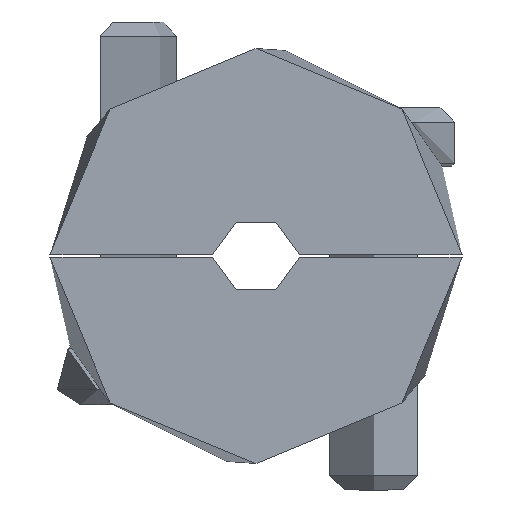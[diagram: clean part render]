
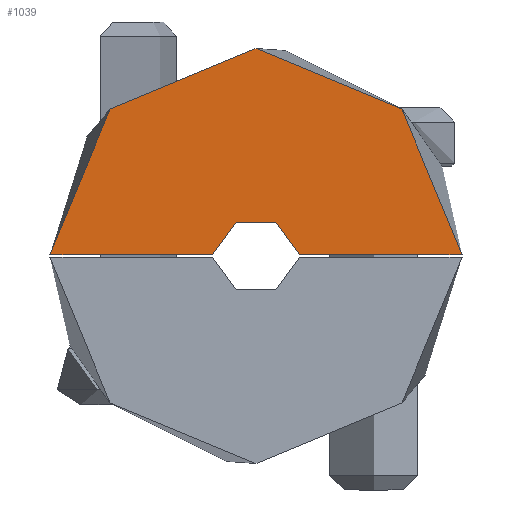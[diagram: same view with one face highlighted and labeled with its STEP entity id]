
A CAD part, front view. The second image highlights one B-rep face of the part: STEP entity #1039.
In plain terms, the highlighted planar face has unit normal (0, -1, 0).
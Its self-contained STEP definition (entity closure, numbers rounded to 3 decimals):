
#185 = AXIS2_PLACEMENT_3D ( 'NONE', #4068, #5496, #6981 ) ;
#335 = CARTESIAN_POINT ( 'NONE',  ( 0., -5., 1.479 ) ) ;
#566 = EDGE_CURVE ( 'NONE', #14457, #1725, #17435, .T. ) ;
#1039 = ADVANCED_FACE ( 'NONE', ( #10024 ), #3180, .F. ) ;
#1069 = AXIS2_PLACEMENT_3D ( 'NONE', #2989, #4737, #7534 ) ;
#1314 = DIRECTION ( 'NONE',  ( 0., 0., 1. ) ) ;
#1475 = LINE ( 'NONE', #10217, #16766 ) ;
#1725 = VERTEX_POINT ( 'NONE', #335 ) ;
#2989 = CARTESIAN_POINT ( 'NONE',  ( 0., -5., 0. ) ) ;
#3180 = PLANE ( 'NONE',  #1069 ) ;
#3336 = VERTEX_POINT ( 'NONE', #18613 ) ;
#3646 = EDGE_CURVE ( 'NONE', #1725, #12077, #17968, .T. ) ;
#4068 = CARTESIAN_POINT ( 'NONE',  ( 0., -5., 0. ) ) ;
#4207 = DIRECTION ( 'NONE',  ( 0., -1., 0. ) ) ;
#4737 = DIRECTION ( 'NONE',  ( 0., 1., 0. ) ) ;
#4748 = VECTOR ( 'NONE', #5858, 1000. ) ;
#5370 = ORIENTED_EDGE ( 'NONE', *, *, #14934, .F. ) ;
#5496 = DIRECTION ( 'NONE',  ( 0., 1., 0. ) ) ;
#5762 = DIRECTION ( 'NONE',  ( 0., 0., -1. ) ) ;
#5858 = DIRECTION ( 'NONE',  ( 0., 0., 1. ) ) ;
#5926 = ORIENTED_EDGE ( 'NONE', *, *, #15942, .F. ) ;
#6981 = DIRECTION ( 'NONE',  ( 0., 0., 1. ) ) ;
#7348 = CARTESIAN_POINT ( 'NONE',  ( 0., -5., 1.479 ) ) ;
#7418 = EDGE_LOOP ( 'NONE', ( #5926, #13568, #17849, #5370 ) ) ;
#7534 = DIRECTION ( 'NONE',  ( 0., 0., 1. ) ) ;
#9646 = CARTESIAN_POINT ( 'NONE',  ( 0., -5., 7. ) ) ;
#10024 = FACE_OUTER_BOUND ( 'NONE', #7418, .T. ) ;
#10217 = CARTESIAN_POINT ( 'NONE',  ( 0., -5., -7. ) ) ;
#10295 = CARTESIAN_POINT ( 'NONE',  ( 0., -5., -1.479 ) ) ;
#11597 = CARTESIAN_POINT ( 'NONE',  ( -0.25, -5., 0. ) ) ;
#12077 = VERTEX_POINT ( 'NONE', #9646 ) ;
#13568 = ORIENTED_EDGE ( 'NONE', *, *, #3646, .F. ) ;
#14457 = VERTEX_POINT ( 'NONE', #10295 ) ;
#14934 = EDGE_CURVE ( 'NONE', #3336, #14457, #1475, .T. ) ;
#15942 = EDGE_CURVE ( 'NONE', #12077, #3336, #19069, .T. ) ;
#16766 = VECTOR ( 'NONE', #1314, 1000. ) ;
#17350 = AXIS2_PLACEMENT_3D ( 'NONE', #11597, #4207, #5762 ) ;
#17435 = CIRCLE ( 'NONE', #17350, 1.5 ) ;
#17849 = ORIENTED_EDGE ( 'NONE', *, *, #566, .F. ) ;
#17968 = LINE ( 'NONE', #7348, #4748 ) ;
#18613 = CARTESIAN_POINT ( 'NONE',  ( 0., -5., -7. ) ) ;
#19069 = CIRCLE ( 'NONE', #185, 7. ) ;
